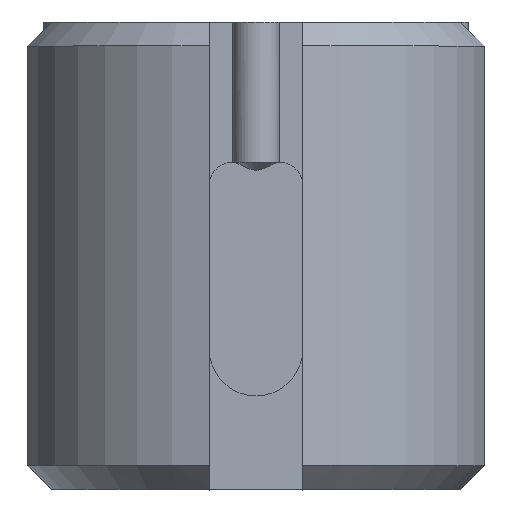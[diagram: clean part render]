
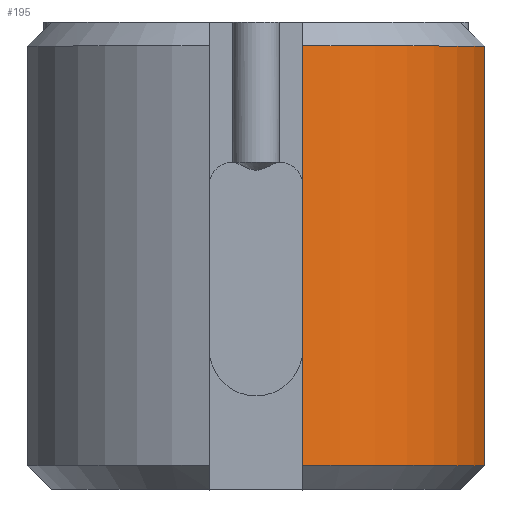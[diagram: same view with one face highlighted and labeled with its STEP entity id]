
A CAD part, top view. The second image highlights one B-rep face of the part: STEP entity #195.
In plain terms, the highlighted cylindrical face has radius 9 mm (diameter 18 mm), a partial arc.
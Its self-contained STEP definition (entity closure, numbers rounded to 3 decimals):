
#195 = ADVANCED_FACE( '', ( #411 ), #412, .T. );
#411 = FACE_OUTER_BOUND( '', #638, .T. );
#412 = CYLINDRICAL_SURFACE( '', #639, 9. );
#638 = EDGE_LOOP( '', ( #1222, #1223, #1224, #1225 ) );
#639 = AXIS2_PLACEMENT_3D( '', #1226, #1227, #1228 );
#1222 = ORIENTED_EDGE( '', *, *, #1672, .F. );
#1223 = ORIENTED_EDGE( '', *, *, #1519, .T. );
#1224 = ORIENTED_EDGE( '', *, *, #1469, .T. );
#1225 = ORIENTED_EDGE( '', *, *, #1566, .T. );
#1226 = CARTESIAN_POINT( '', ( 0., 0., 0. ) );
#1227 = DIRECTION( '', ( 0., 1., 0. ) );
#1228 = DIRECTION( '', ( 0., 0., -1. ) );
#1469 = EDGE_CURVE( '', #1804, #1805, #1806, .T. );
#1519 = EDGE_CURVE( '', #1889, #1804, #1890, .F. );
#1566 = EDGE_CURVE( '', #1805, #1966, #1968, .T. );
#1672 = EDGE_CURVE( '', #1889, #1966, #2112, .T. );
#1804 = VERTEX_POINT( '', #2290 );
#1805 = VERTEX_POINT( '', #2291 );
#1806 = CIRCLE( '', #2292, 9. );
#1889 = VERTEX_POINT( '', #2431 );
#1890 = LINE( '', #2432, #2433 );
#1966 = VERTEX_POINT( '', #2543 );
#1968 = LINE( '', #2548, #2549 );
#2112 = CIRCLE( '', #2914, 9. );
#2290 = CARTESIAN_POINT( '', ( 8.818, 17.08, 1.8 ) );
#2291 = CARTESIAN_POINT( '', ( 1.8, 17.08, 8.818 ) );
#2292 = AXIS2_PLACEMENT_3D( '', #3042, #3043, #3044 );
#2431 = CARTESIAN_POINT( '', ( 8.818, 0.92, 1.8 ) );
#2432 = CARTESIAN_POINT( '', ( 8.818, 0., 1.8 ) );
#2433 = VECTOR( '', #3089, 1000. );
#2543 = CARTESIAN_POINT( '', ( 1.8, 0.92, 8.818 ) );
#2548 = CARTESIAN_POINT( '', ( 1.8, 0., 8.818 ) );
#2549 = VECTOR( '', #3145, 1000. );
#2914 = AXIS2_PLACEMENT_3D( '', #3271, #3272, #3273 );
#3042 = CARTESIAN_POINT( '', ( 0., 17.08, 0. ) );
#3043 = DIRECTION( '', ( 0., -1., 0. ) );
#3044 = DIRECTION( '', ( 0., 0., -1. ) );
#3089 = DIRECTION( '', ( 0., -1., 0. ) );
#3145 = DIRECTION( '', ( 0., -1., 0. ) );
#3271 = CARTESIAN_POINT( '', ( 0., 0.92, 0. ) );
#3272 = DIRECTION( '', ( 0., -1., 0. ) );
#3273 = DIRECTION( '', ( 0., 0., -1. ) );
